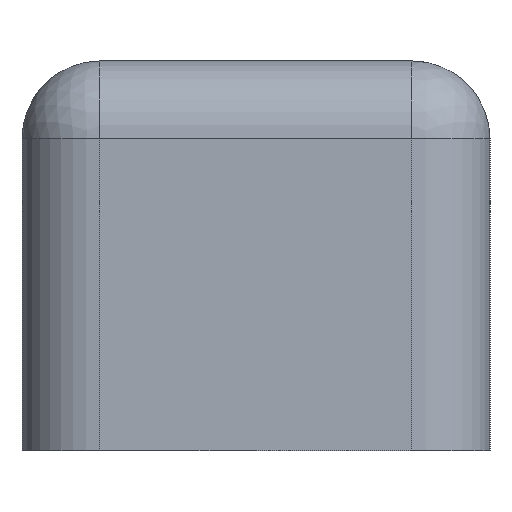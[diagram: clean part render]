
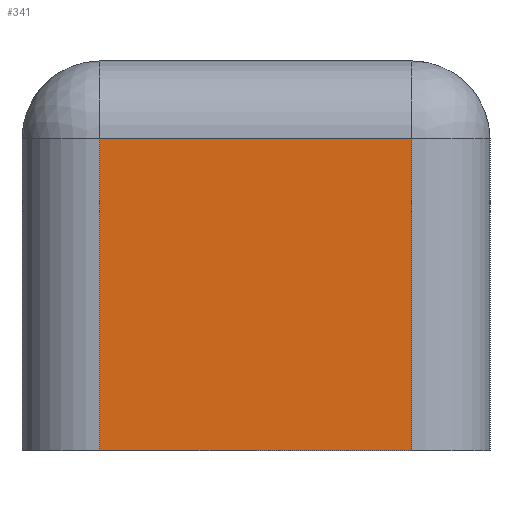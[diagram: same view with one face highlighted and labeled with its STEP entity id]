
A CAD part, left-side view. The second image highlights one B-rep face of the part: STEP entity #341.
In plain terms, the highlighted planar face has unit normal (-1, 0, 0).
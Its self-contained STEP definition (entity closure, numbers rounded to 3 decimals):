
#39=PLANE('',#403);
#41=LINE('',#525,#63);
#44=LINE('',#539,#66);
#56=LINE('',#577,#78);
#62=LINE('',#602,#84);
#63=VECTOR('',#419,10.);
#66=VECTOR('',#434,10.);
#78=VECTOR('',#478,10.);
#84=VECTOR('',#510,10.);
#113=FACE_OUTER_BOUND('',#135,.T.);
#135=EDGE_LOOP('',(#305,#306,#307,#308));
#163=VERTEX_POINT('',#518);
#165=VERTEX_POINT('',#523);
#166=VERTEX_POINT('',#528);
#169=VERTEX_POINT('',#535);
#191=EDGE_CURVE('',#165,#163,#41,.T.);
#198=EDGE_CURVE('',#166,#169,#44,.T.);
#218=EDGE_CURVE('',#163,#166,#56,.T.);
#230=EDGE_CURVE('',#165,#169,#62,.T.);
#305=ORIENTED_EDGE('',*,*,#191,.F.);
#306=ORIENTED_EDGE('',*,*,#230,.T.);
#307=ORIENTED_EDGE('',*,*,#198,.F.);
#308=ORIENTED_EDGE('',*,*,#218,.F.);
#341=ADVANCED_FACE('',(#113),#39,.T.);
#403=AXIS2_PLACEMENT_3D('',#601,#508,#509);
#419=DIRECTION('',(0.,0.,1.));
#434=DIRECTION('',(0.,0.,-1.));
#478=DIRECTION('',(0.,-1.,0.));
#508=DIRECTION('center_axis',(-1.,0.,0.));
#509=DIRECTION('ref_axis',(0.,-1.,0.));
#510=DIRECTION('',(0.,-1.,0.));
#518=CARTESIAN_POINT('',(-15.127,7.946,4.));
#523=CARTESIAN_POINT('',(-15.127,7.946,0.));
#525=CARTESIAN_POINT('',(-15.127,7.946,0.));
#528=CARTESIAN_POINT('',(-15.127,3.946,4.));
#535=CARTESIAN_POINT('',(-15.127,3.946,0.));
#539=CARTESIAN_POINT('',(-15.127,3.946,0.));
#577=CARTESIAN_POINT('',(-15.127,7.446,4.));
#601=CARTESIAN_POINT('Origin',(-15.127,8.946,0.));
#602=CARTESIAN_POINT('',(-15.127,8.946,0.));
